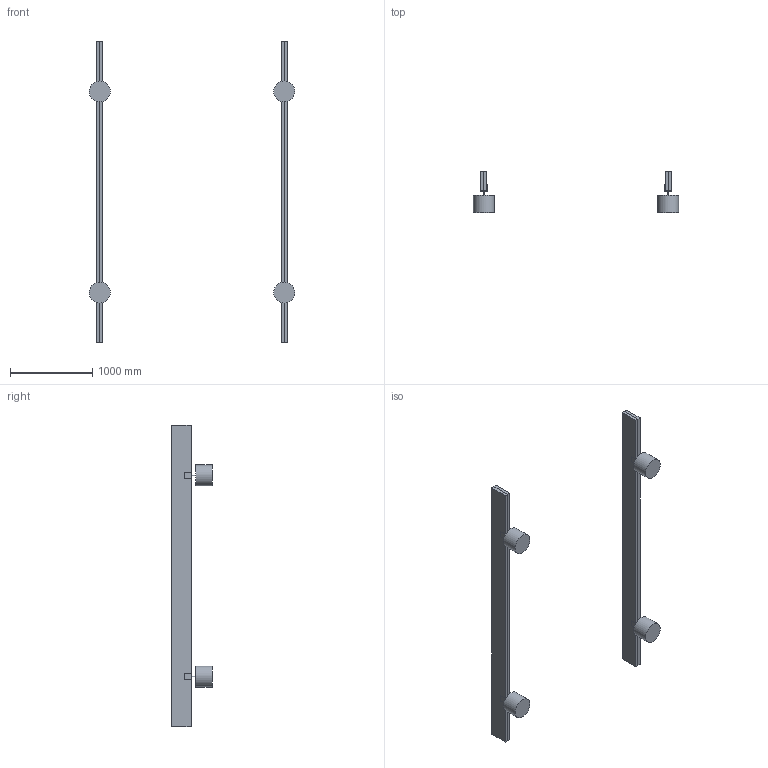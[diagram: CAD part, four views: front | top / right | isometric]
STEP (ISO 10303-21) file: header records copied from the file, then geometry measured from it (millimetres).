
FILE_DESCRIPTION(/* description */ (''),/* implementation_level */ '2;1');
FILE_NAME(/* name */ 'Floor_support.stp',/* time_stamp */ '2019-07-05T13:04:38-04:00',/* author */ ('ub0303v'),/* organization */ (''),/* preprocessor_version */ 'ST-DEVELOPER v15.2',/* originating_system */ 'Autodesk Inventor 2014',/* authorisation */ '');
FILE_SCHEMA (('AUTOMOTIVE_DESIGN { 1 0 10303 214 3 1 1 }'));
Length unit declared in the file: inch
Products named in the file (5): 2x10x144_traite; patte_metal_beton; sonotube; Support; Shed
Bounding box: 2489.2 x 492.12 x 3657.6 mm (x, y, z)
Volume: 172464844.9 mm3; surface area: 9284596 mm2
Topology: 12 solids, 12 shells, 84 faces, 168 edges, 112 vertices
Faces by surface type: plane 76, cylinder 8
Full cylindrical faces by diameter (mm): 19.05 x4, 254 x4
Entity records: 724 total; most frequent: DIRECTION 122, CARTESIAN_POINT 107, ORIENTED_EDGE 80, AXIS2_PLACEMENT_3D 43, EDGE_CURVE 40, LINE 36, VECTOR 36, VERTEX_POINT 28
